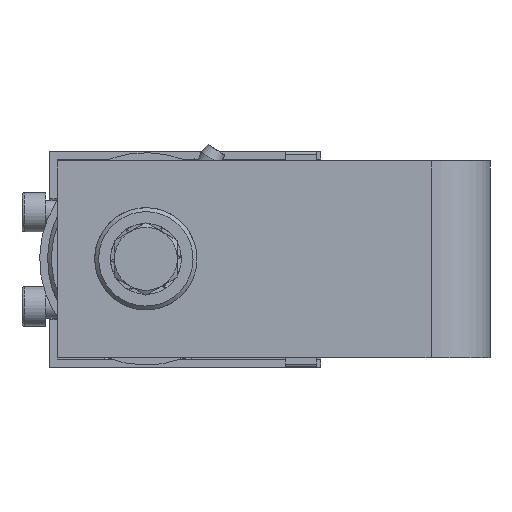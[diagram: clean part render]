
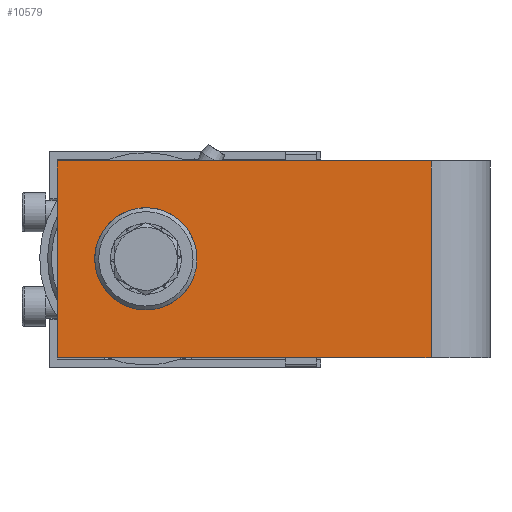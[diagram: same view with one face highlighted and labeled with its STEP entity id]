
A CAD part, front view. The second image highlights one B-rep face of the part: STEP entity #10579.
In plain terms, the highlighted planar face has unit normal (0, -1, 0).
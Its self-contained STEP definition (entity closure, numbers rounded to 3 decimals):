
#678=LINE('',#16167,#1379);
#680=LINE('',#16173,#1381);
#685=LINE('',#16182,#1386);
#686=LINE('',#16183,#1387);
#1379=VECTOR('',#12974,50.);
#1381=VECTOR('',#12980,95.);
#1386=VECTOR('',#12987,95.);
#1387=VECTOR('',#12988,50.);
#2094=PLANE('',#11302);
#2376=FACE_BOUND('',#3123,.T.);
#2578=FACE_OUTER_BOUND('',#3122,.T.);
#3122=EDGE_LOOP('',(#7207,#7208,#7209,#7210));
#3123=EDGE_LOOP('',(#7211,#7212,#7213,#7214));
#3740=CIRCLE('',#11287,5.5);
#3743=CIRCLE('',#11292,5.5);
#3749=CIRCLE('',#11303,12.);
#3750=CIRCLE('',#11304,12.);
#4258=VERTEX_POINT('',#16129);
#4259=VERTEX_POINT('',#16131);
#4262=VERTEX_POINT('',#16141);
#4263=VERTEX_POINT('',#16143);
#4271=VERTEX_POINT('',#16164);
#4272=VERTEX_POINT('',#16166);
#4274=VERTEX_POINT('',#16172);
#4277=VERTEX_POINT('',#16181);
#5393=EDGE_CURVE('',#4259,#4258,#3740,.T.);
#5399=EDGE_CURVE('',#4263,#4262,#3743,.T.);
#5410=EDGE_CURVE('',#4271,#4272,#678,.T.);
#5413=EDGE_CURVE('',#4274,#4272,#680,.T.);
#5418=EDGE_CURVE('',#4271,#4277,#685,.T.);
#5419=EDGE_CURVE('',#4274,#4277,#686,.T.);
#5420=EDGE_CURVE('',#4262,#4259,#3749,.T.);
#5421=EDGE_CURVE('',#4258,#4263,#3750,.T.);
#7207=ORIENTED_EDGE('',*,*,#5410,.F.);
#7208=ORIENTED_EDGE('',*,*,#5418,.T.);
#7209=ORIENTED_EDGE('',*,*,#5419,.F.);
#7210=ORIENTED_EDGE('',*,*,#5413,.T.);
#7211=ORIENTED_EDGE('',*,*,#5420,.T.);
#7212=ORIENTED_EDGE('',*,*,#5393,.T.);
#7213=ORIENTED_EDGE('',*,*,#5421,.T.);
#7214=ORIENTED_EDGE('',*,*,#5399,.T.);
#10579=ADVANCED_FACE('',(#2578,#2376),#2094,.T.);
#11287=AXIS2_PLACEMENT_3D('',#16132,#12939,#12940);
#11292=AXIS2_PLACEMENT_3D('',#16144,#12952,#12953);
#11302=AXIS2_PLACEMENT_3D('',#16180,#12985,#12986);
#11303=AXIS2_PLACEMENT_3D('',#16184,#12989,#12990);
#11304=AXIS2_PLACEMENT_3D('',#16185,#12991,#12992);
#12939=DIRECTION('center_axis',(0.,1.,0.));
#12940=DIRECTION('ref_axis',(1.,0.,0.));
#12952=DIRECTION('center_axis',(0.,1.,0.));
#12953=DIRECTION('ref_axis',(-1.,0.,0.));
#12974=DIRECTION('',(0.,0.,-1.));
#12980=DIRECTION('',(1.,0.,0.));
#12985=DIRECTION('center_axis',(0.,-1.,0.));
#12986=DIRECTION('ref_axis',(0.,0.,-1.));
#12987=DIRECTION('',(-1.,0.,0.));
#12988=DIRECTION('',(0.,0.,1.));
#12989=DIRECTION('center_axis',(0.,1.,0.));
#12990=DIRECTION('ref_axis',(0.019,0.,1.));
#12991=DIRECTION('center_axis',(0.,1.,0.));
#12992=DIRECTION('ref_axis',(0.019,0.,1.));
#16129=CARTESIAN_POINT('',(-38.378,-0.514,36.821));
#16131=CARTESIAN_POINT('',(-43.672,-0.514,36.821));
#16132=CARTESIAN_POINT('Origin',(-41.025,-0.514,32.));
#16141=CARTESIAN_POINT('',(-44.28,-0.514,13.567));
#16143=CARTESIAN_POINT('',(-37.77,-0.514,13.567));
#16144=CARTESIAN_POINT('Origin',(-41.025,-0.514,18.));
#16164=CARTESIAN_POINT('',(31.475,-0.514,50.));
#16166=CARTESIAN_POINT('',(31.475,-0.514,0.));
#16167=CARTESIAN_POINT('',(31.475,-0.514,0.));
#16172=CARTESIAN_POINT('',(-63.525,-0.514,0.));
#16173=CARTESIAN_POINT('',(-63.525,-0.514,0.));
#16180=CARTESIAN_POINT('Origin',(46.475,-0.514,0.));
#16181=CARTESIAN_POINT('',(-63.525,-0.514,50.));
#16182=CARTESIAN_POINT('',(-63.525,-0.514,50.));
#16183=CARTESIAN_POINT('',(-63.525,-0.514,0.));
#16184=CARTESIAN_POINT('Origin',(-41.025,-0.514,25.117));
#16185=CARTESIAN_POINT('Origin',(-41.025,-0.514,25.117));
